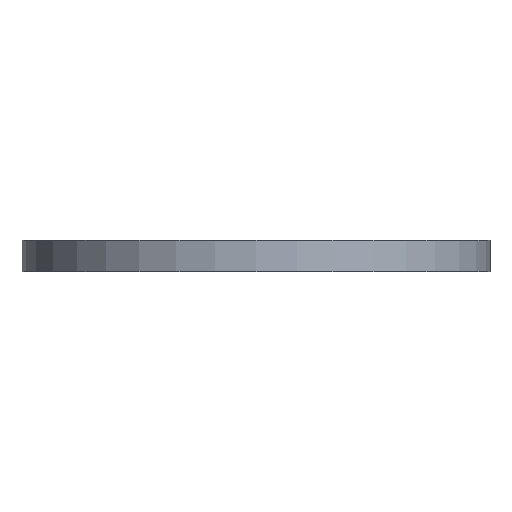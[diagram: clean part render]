
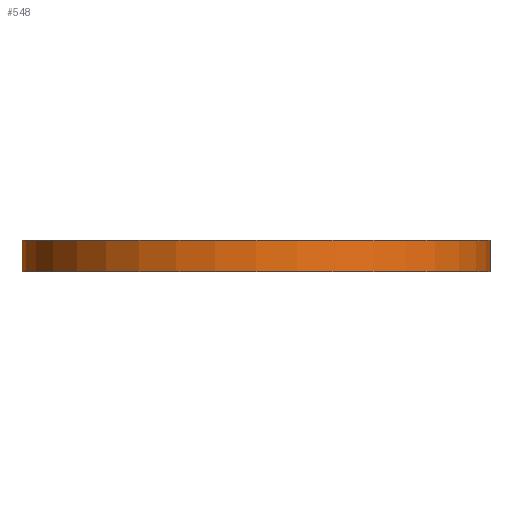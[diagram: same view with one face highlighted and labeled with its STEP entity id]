
A CAD part, front view. The second image highlights one B-rep face of the part: STEP entity #548.
In plain terms, the highlighted cylindrical face has radius 37.5 mm (diameter 75 mm), a partial arc.
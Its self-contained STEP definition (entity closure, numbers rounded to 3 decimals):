
#2 = EDGE_CURVE ( 'NONE', #545, #319, #388, .T. ) ;
#7 = VERTEX_POINT ( 'NONE', #192 ) ;
#15 = ORIENTED_EDGE ( 'NONE', *, *, #145, .T. ) ;
#22 = CARTESIAN_POINT ( 'NONE',  ( -37.5, 0., 0. ) ) ;
#34 = CIRCLE ( 'NONE', #565, 37.5 ) ;
#38 = AXIS2_PLACEMENT_3D ( 'NONE', #356, #614, #245 ) ;
#59 = ORIENTED_EDGE ( 'NONE', *, *, #2, .T. ) ;
#60 = DIRECTION ( 'NONE',  ( 1., 0., 0. ) ) ;
#127 = VERTEX_POINT ( 'NONE', #214 ) ;
#138 = DIRECTION ( 'NONE',  ( 0., 0., -1. ) ) ;
#145 = EDGE_CURVE ( 'NONE', #319, #7, #150, .T. ) ;
#150 = CIRCLE ( 'NONE', #608, 37.5 ) ;
#171 = DIRECTION ( 'NONE',  ( 0., 0., 1. ) ) ;
#176 = CYLINDRICAL_SURFACE ( 'NONE', #38, 37.5 ) ;
#192 = CARTESIAN_POINT ( 'NONE',  ( 37.5, 0., 0. ) ) ;
#214 = CARTESIAN_POINT ( 'NONE',  ( 37.5, 0., 5. ) ) ;
#227 = CARTESIAN_POINT ( 'NONE',  ( 0., 0., 5. ) ) ;
#245 = DIRECTION ( 'NONE',  ( -1., 0., 0. ) ) ;
#252 = VECTOR ( 'NONE', #138, 1000. ) ;
#255 = EDGE_CURVE ( 'NONE', #545, #127, #34, .T. ) ;
#295 = LINE ( 'NONE', #329, #417 ) ;
#296 = EDGE_CURVE ( 'NONE', #127, #7, #295, .T. ) ;
#302 = EDGE_LOOP ( 'NONE', ( #516, #553, #59, #15 ) ) ;
#309 = CARTESIAN_POINT ( 'NONE',  ( -37.5, 0., 5. ) ) ;
#319 = VERTEX_POINT ( 'NONE', #22 ) ;
#323 = FACE_OUTER_BOUND ( 'NONE', #302, .T. ) ;
#329 = CARTESIAN_POINT ( 'NONE',  ( 37.5, 0., 5. ) ) ;
#356 = CARTESIAN_POINT ( 'NONE',  ( 0., 0., 5. ) ) ;
#388 = LINE ( 'NONE', #677, #252 ) ;
#417 = VECTOR ( 'NONE', #596, 1000. ) ;
#516 = ORIENTED_EDGE ( 'NONE', *, *, #296, .F. ) ;
#531 = CARTESIAN_POINT ( 'NONE',  ( 0., 0., 0. ) ) ;
#545 = VERTEX_POINT ( 'NONE', #309 ) ;
#548 = ADVANCED_FACE ( 'NONE', ( #323 ), #176, .T. ) ;
#553 = ORIENTED_EDGE ( 'NONE', *, *, #255, .F. ) ;
#565 = AXIS2_PLACEMENT_3D ( 'NONE', #227, #171, #60 ) ;
#586 = DIRECTION ( 'NONE',  ( 0., 0., 1. ) ) ;
#596 = DIRECTION ( 'NONE',  ( 0., 0., -1. ) ) ;
#608 = AXIS2_PLACEMENT_3D ( 'NONE', #531, #586, #631 ) ;
#614 = DIRECTION ( 'NONE',  ( 0., 0., -1. ) ) ;
#631 = DIRECTION ( 'NONE',  ( 1., 0., 0. ) ) ;
#677 = CARTESIAN_POINT ( 'NONE',  ( -37.5, 0., 5. ) ) ;
